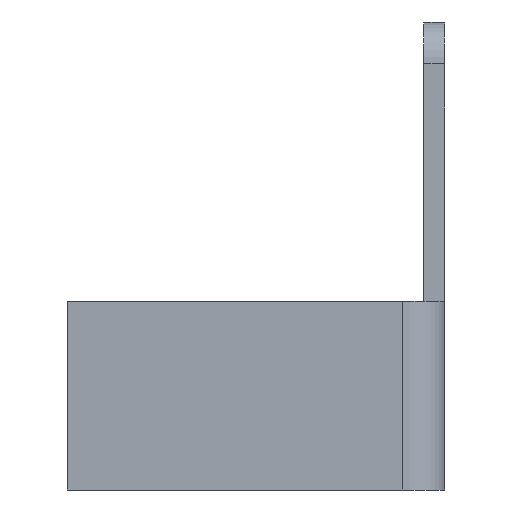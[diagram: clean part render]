
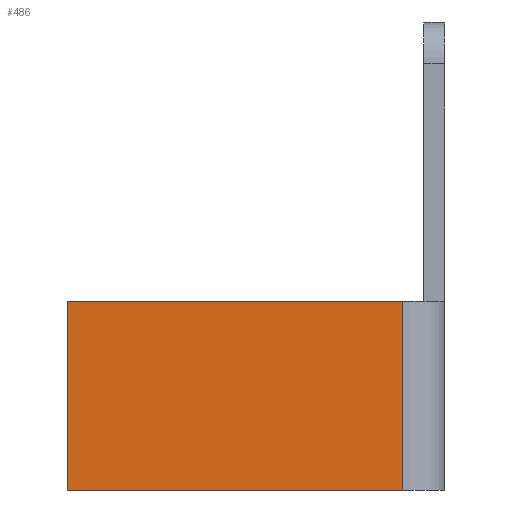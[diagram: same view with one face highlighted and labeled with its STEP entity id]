
A CAD part, left-side view. The second image highlights one B-rep face of the part: STEP entity #486.
In plain terms, the highlighted planar face has unit normal (-1, 0, 0).
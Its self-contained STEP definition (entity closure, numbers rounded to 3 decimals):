
#38=PLANE('',#542);
#60=FACE_OUTER_BOUND('',#93,.T.);
#93=EDGE_LOOP('',(#421,#422,#423,#424));
#133=LINE('',#773,#179);
#143=LINE('',#804,#189);
#144=LINE('',#805,#190);
#145=LINE('',#806,#191);
#179=VECTOR('',#631,10.);
#189=VECTOR('',#663,10.);
#190=VECTOR('',#664,10.);
#191=VECTOR('',#665,10.);
#247=VERTEX_POINT('',#770);
#248=VERTEX_POINT('',#772);
#257=VERTEX_POINT('',#802);
#258=VERTEX_POINT('',#803);
#302=EDGE_CURVE('',#247,#248,#133,.T.);
#317=EDGE_CURVE('',#257,#258,#143,.T.);
#318=EDGE_CURVE('',#257,#248,#144,.T.);
#319=EDGE_CURVE('',#258,#247,#145,.T.);
#421=ORIENTED_EDGE('',*,*,#317,.F.);
#422=ORIENTED_EDGE('',*,*,#318,.T.);
#423=ORIENTED_EDGE('',*,*,#302,.F.);
#424=ORIENTED_EDGE('',*,*,#319,.F.);
#486=ADVANCED_FACE('',(#60),#38,.T.);
#542=AXIS2_PLACEMENT_3D('',#801,#661,#662);
#631=DIRECTION('',(0.,-1.,0.));
#661=DIRECTION('center_axis',(-1.,0.,0.));
#662=DIRECTION('ref_axis',(0.,-1.,0.));
#663=DIRECTION('',(0.,1.,0.));
#664=DIRECTION('',(0.,0.,1.));
#665=DIRECTION('',(0.,0.,1.));
#770=CARTESIAN_POINT('',(-55.,13.5,13.5));
#772=CARTESIAN_POINT('',(-55.,-10.5,13.5));
#773=CARTESIAN_POINT('',(-55.,13.5,13.5));
#801=CARTESIAN_POINT('Origin',(-55.,13.5,0.));
#802=CARTESIAN_POINT('',(-55.,-10.5,0.));
#803=CARTESIAN_POINT('',(-55.,13.5,0.));
#804=CARTESIAN_POINT('',(-55.,-10.5,0.));
#805=CARTESIAN_POINT('',(-55.,-10.5,0.));
#806=CARTESIAN_POINT('',(-55.,13.5,0.));
